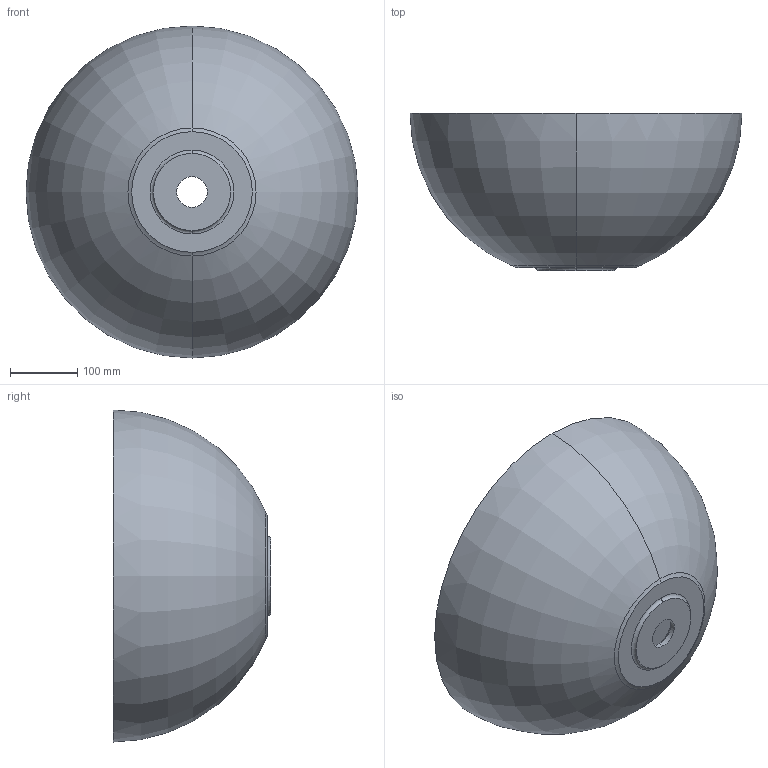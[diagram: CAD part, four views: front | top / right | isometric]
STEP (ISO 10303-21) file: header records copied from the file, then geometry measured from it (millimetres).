
FILE_DESCRIPTION (( 'STEP AP214' ), '1' );
FILE_NAME ('Z821-2SO Aglaia groß.STEP', '2018-04-12T13:57:02', ( '' ), ( '' ), 'SwSTEP 2.0', 'SolidWorks 2017', '' );
FILE_SCHEMA (( 'AUTOMOTIVE_DESIGN' ));
Length unit declared in the file: millimetre
Products named in the file (1): Z821-2SO Aglaia groß
Bounding box: 495 x 235 x 495 mm (x, y, z)
Volume: 6176124.3 mm3; surface area: 722311.6 mm2
Topology: 1 solids, 1 shells, 16 faces, 32 edges, 18 vertices
Faces by surface type: torus 10, cylinder 2, cone 2, plane 2
Entity records: 462 total; most frequent: DIRECTION 94, CARTESIAN_POINT 67, ORIENTED_EDGE 64, AXIS2_PLACEMENT_3D 45, EDGE_CURVE 32, CIRCLE 28, VERTEX_POINT 18, EDGE_LOOP 18
